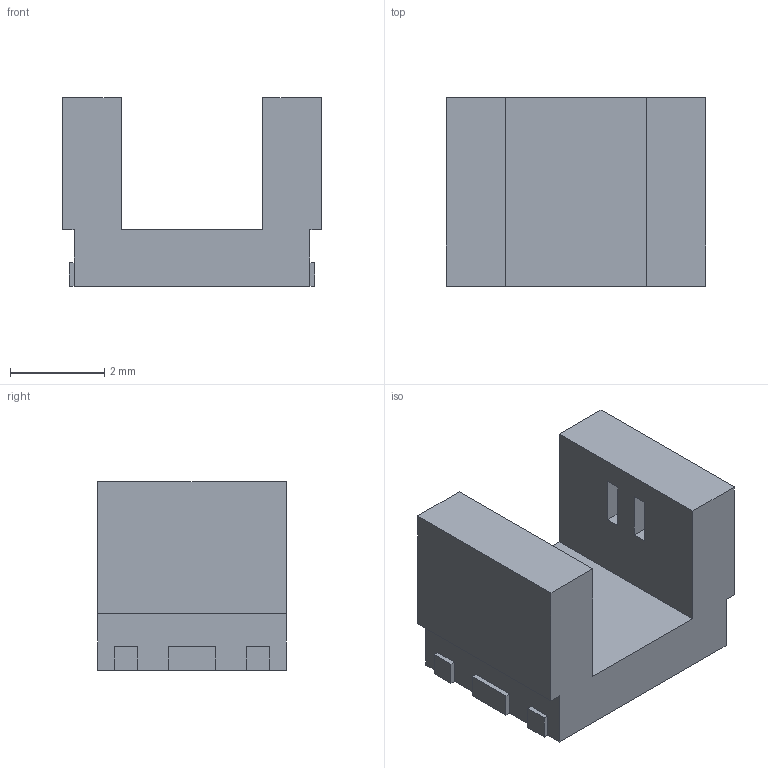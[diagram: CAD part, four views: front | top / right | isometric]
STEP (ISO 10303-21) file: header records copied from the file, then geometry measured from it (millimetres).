
FILE_DESCRIPTION( ( '' ), ' ' );
FILE_NAME( '5b76ccd3cb0da00ffed20fd9.step', '2018-08-17T13:25:40', ( '' ), ( '' ), ' ', ' ', ' ' );
FILE_SCHEMA( ( 'AUTOMOTIVE_DESIGN { 1 0 10303 214 1 1 1 1 }' ) );
Length unit declared in the file: metre
Products named in the file (7): Part 7; Part 6; Part 5; Part 4; Part 3; Part 2; housing
Bounding box: 5.5 x 4 x 4 mm (x, y, z)
Volume: 50.9 mm3; surface area: 134.8 mm2
Topology: 7 solids, 7 shells, 65 faces, 144 edges, 96 vertices
Faces by surface type: plane 65
Entity records: 2354 total; most frequent: CARTESIAN_POINT 312, DIRECTION 288, ORIENTED_EDGE 288, EDGE_CURVE 144, LINE 144, VECTOR 144, VERTEX_POINT 96, AXIS2_PLACEMENT_3D 72
